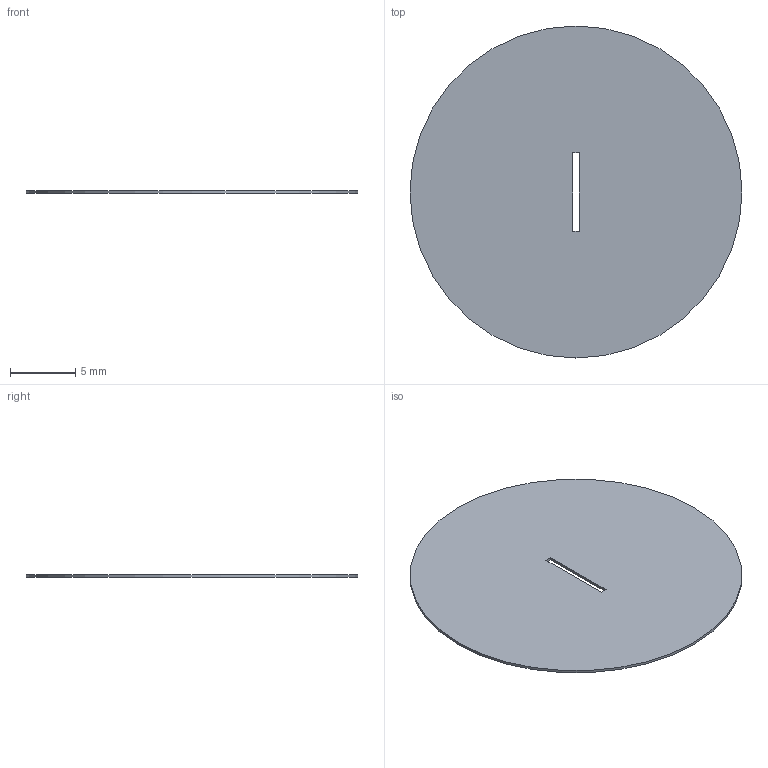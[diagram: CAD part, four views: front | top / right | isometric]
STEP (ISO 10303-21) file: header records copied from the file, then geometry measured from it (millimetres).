
FILE_DESCRIPTION(('HOOPS Exchange Step'),'2;1');
FILE_NAME('temp_export','2024-04-13T09:36:57+02:00',('mobile'),('Shapr3D Limited'),'HOOPS Exchange 2023.2','Shapr3D','Authorized');
FILE_SCHEMA( ('AUTOMOTIVE_DESIGN { 1 0 10303 214 1 1 1 1 }') );
Length unit declared in the file: millimetre
Products named in the file (1): slit general 6mm
Bounding box: 25.4 x 25.4 x 0.2 mm (x, y, z)
Volume: 100.7 mm3; surface area: 1026 mm2
Topology: 1 solids, 1 shells, 7 faces, 17 edges, 12 vertices
Faces by surface type: plane 6, cylinder 1
Full cylindrical faces by diameter (mm): 25.4 x1
Entity records: 239 total; most frequent: CARTESIAN_POINT 37, DIRECTION 37, ORIENTED_EDGE 34, EDGE_CURVE 17, VECTOR 13, LINE 13, AXIS2_PLACEMENT_3D 12, VERTEX_POINT 12
